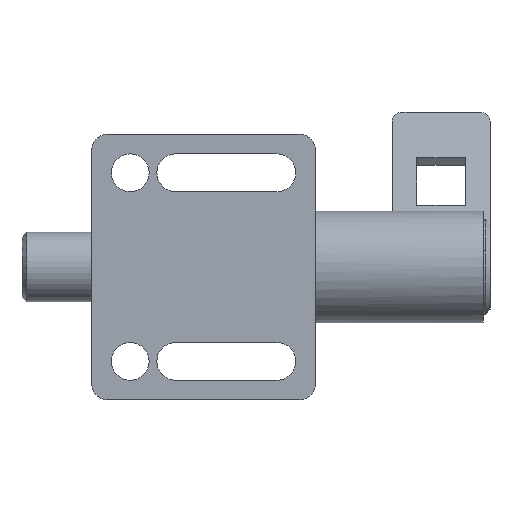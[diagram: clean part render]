
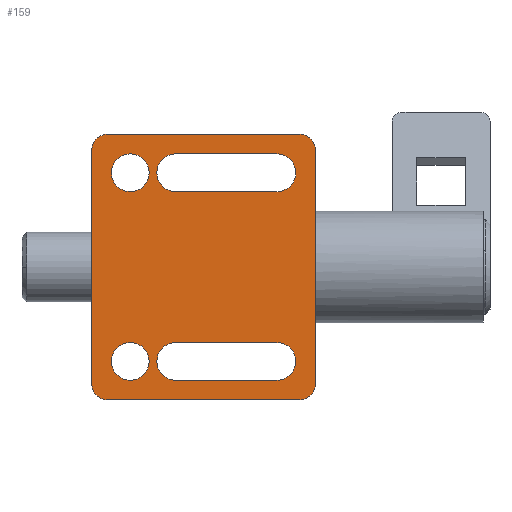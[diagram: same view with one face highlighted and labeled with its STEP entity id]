
A CAD part, front view. The second image highlights one B-rep face of the part: STEP entity #159.
In plain terms, the highlighted planar face has unit normal (0, -1, 0).
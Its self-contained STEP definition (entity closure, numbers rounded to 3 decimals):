
#159=ADVANCED_FACE('',(#341,#342,#343,#344,#345),#346,.F.);
#341=FACE_BOUND('',#552,.T.);
#342=FACE_BOUND('',#553,.T.);
#343=FACE_BOUND('',#554,.T.);
#344=FACE_BOUND('',#555,.T.);
#345=FACE_OUTER_BOUND('',#556,.T.);
#346=PLANE('',#557);
#552=EDGE_LOOP('',(#946,#947,#948,#949,#950,#951));
#553=EDGE_LOOP('',(#952,#953,#954,#955,#956,#957));
#554=EDGE_LOOP('',(#958,#959));
#555=EDGE_LOOP('',(#960,#961));
#556=EDGE_LOOP('',(#962,#963,#964,#965,#966,#967,#968,#969));
#557=AXIS2_PLACEMENT_3D('',#970,#971,#972);
#946=ORIENTED_EDGE('',*,*,#1341,.T.);
#947=ORIENTED_EDGE('',*,*,#1267,.T.);
#948=ORIENTED_EDGE('',*,*,#1339,.T.);
#949=ORIENTED_EDGE('',*,*,#1270,.T.);
#950=ORIENTED_EDGE('',*,*,#1337,.T.);
#951=ORIENTED_EDGE('',*,*,#1344,.T.);
#952=ORIENTED_EDGE('',*,*,#1353,.T.);
#953=ORIENTED_EDGE('',*,*,#1257,.T.);
#954=ORIENTED_EDGE('',*,*,#1351,.T.);
#955=ORIENTED_EDGE('',*,*,#1260,.T.);
#956=ORIENTED_EDGE('',*,*,#1348,.T.);
#957=ORIENTED_EDGE('',*,*,#1358,.T.);
#958=ORIENTED_EDGE('',*,*,#1360,.T.);
#959=ORIENTED_EDGE('',*,*,#1252,.T.);
#960=ORIENTED_EDGE('',*,*,#1362,.T.);
#961=ORIENTED_EDGE('',*,*,#1247,.T.);
#962=ORIENTED_EDGE('',*,*,#1366,.T.);
#963=ORIENTED_EDGE('',*,*,#1377,.F.);
#964=ORIENTED_EDGE('',*,*,#1373,.T.);
#965=ORIENTED_EDGE('',*,*,#1378,.T.);
#966=ORIENTED_EDGE('',*,*,#1379,.T.);
#967=ORIENTED_EDGE('',*,*,#1380,.F.);
#968=ORIENTED_EDGE('',*,*,#1381,.T.);
#969=ORIENTED_EDGE('',*,*,#1322,.F.);
#970=CARTESIAN_POINT('',(16.0,-8.5,0.0));
#971=DIRECTION('',(0.0,1.0,0.0));
#972=DIRECTION('',(0.0,0.0,1.0));
#1247=EDGE_CURVE('',#1480,#1484,#1486,.T.);
#1252=EDGE_CURVE('',#1489,#1493,#1495,.T.);
#1257=EDGE_CURVE('',#1498,#1502,#1504,.T.);
#1260=EDGE_CURVE('',#1509,#1506,#1510,.T.);
#1267=EDGE_CURVE('',#1516,#1520,#1522,.T.);
#1270=EDGE_CURVE('',#1527,#1524,#1528,.T.);
#1322=EDGE_CURVE('',#1606,#1608,#1609,.T.);
#1337=EDGE_CURVE('',#1524,#1629,#1631,.T.);
#1339=EDGE_CURVE('',#1520,#1527,#1633,.T.);
#1341=EDGE_CURVE('',#1635,#1516,#1636,.T.);
#1344=EDGE_CURVE('',#1629,#1635,#1639,.T.);
#1348=EDGE_CURVE('',#1506,#1643,#1645,.T.);
#1351=EDGE_CURVE('',#1502,#1509,#1648,.T.);
#1353=EDGE_CURVE('',#1650,#1498,#1651,.T.);
#1358=EDGE_CURVE('',#1643,#1650,#1657,.T.);
#1360=EDGE_CURVE('',#1493,#1489,#1659,.T.);
#1362=EDGE_CURVE('',#1484,#1480,#1661,.T.);
#1366=EDGE_CURVE('',#1606,#1664,#1666,.T.);
#1373=EDGE_CURVE('',#1676,#1677,#1678,.T.);
#1377=EDGE_CURVE('',#1676,#1664,#1682,.T.);
#1378=EDGE_CURVE('',#1677,#1683,#1684,.T.);
#1379=EDGE_CURVE('',#1683,#1685,#1686,.T.);
#1380=EDGE_CURVE('',#1687,#1685,#1688,.T.);
#1381=EDGE_CURVE('',#1687,#1608,#1689,.T.);
#1480=VERTEX_POINT('',#1830);
#1484=VERTEX_POINT('',#1835);
#1486=CIRCLE('',#1838,2.7);
#1489=VERTEX_POINT('',#1841);
#1493=VERTEX_POINT('',#1846);
#1495=CIRCLE('',#1849,2.7);
#1498=VERTEX_POINT('',#1852);
#1502=VERTEX_POINT('',#1857);
#1504=CIRCLE('',#1860,2.7);
#1506=VERTEX_POINT('',#1862);
#1509=VERTEX_POINT('',#1866);
#1510=CIRCLE('',#1867,2.7);
#1516=VERTEX_POINT('',#1874);
#1520=VERTEX_POINT('',#1879);
#1522=CIRCLE('',#1882,2.7);
#1524=VERTEX_POINT('',#1884);
#1527=VERTEX_POINT('',#1888);
#1528=CIRCLE('',#1889,2.7);
#1606=VERTEX_POINT('',#1985);
#1608=VERTEX_POINT('',#1988);
#1609=LINE('',#1989,#1990);
#1629=VERTEX_POINT('',#2016);
#1631=CIRCLE('',#2019,2.7);
#1633=LINE('',#2021,#2022);
#1635=VERTEX_POINT('',#2024);
#1636=CIRCLE('',#2025,2.7);
#1639=LINE('',#2029,#2030);
#1643=VERTEX_POINT('',#2034);
#1645=CIRCLE('',#2037,2.7);
#1648=LINE('',#2041,#2042);
#1650=VERTEX_POINT('',#2044);
#1651=CIRCLE('',#2045,2.7);
#1657=LINE('',#2053,#2054);
#1659=CIRCLE('',#2056,2.7);
#1661=CIRCLE('',#2058,2.7);
#1664=VERTEX_POINT('',#2061);
#1666=CIRCLE('',#2064,2.24);
#1676=VERTEX_POINT('',#2076);
#1677=VERTEX_POINT('',#2077);
#1678=CIRCLE('',#2078,2.24);
#1682=LINE('',#2084,#2085);
#1683=VERTEX_POINT('',#2086);
#1684=LINE('',#2087,#2088);
#1685=VERTEX_POINT('',#2089);
#1686=CIRCLE('',#2090,2.24);
#1687=VERTEX_POINT('',#2091);
#1688=LINE('',#2092,#2093);
#1689=CIRCLE('',#2094,2.24);
#1830=CARTESIAN_POINT('',(8.2,-8.5,-13.5));
#1835=CARTESIAN_POINT('',(2.8,-8.5,-13.5));
#1838=AXIS2_PLACEMENT_3D('',#2298,#2299,#2300);
#1841=CARTESIAN_POINT('',(8.2,-8.5,13.5));
#1846=CARTESIAN_POINT('',(2.8,-8.5,13.5));
#1849=AXIS2_PLACEMENT_3D('',#2306,#2307,#2308);
#1852=CARTESIAN_POINT('',(29.2,-8.5,-13.5));
#1857=CARTESIAN_POINT('',(26.5,-8.5,-16.2));
#1860=AXIS2_PLACEMENT_3D('',#2314,#2315,#2316);
#1862=CARTESIAN_POINT('',(9.3,-8.5,-13.5));
#1866=CARTESIAN_POINT('',(12.0,-8.5,-16.2));
#1867=AXIS2_PLACEMENT_3D('',#2318,#2319,#2320);
#1874=CARTESIAN_POINT('',(29.2,-8.5,13.5));
#1879=CARTESIAN_POINT('',(26.5,-8.5,10.8));
#1882=AXIS2_PLACEMENT_3D('',#2330,#2331,#2332);
#1884=CARTESIAN_POINT('',(9.3,-8.5,13.5));
#1888=CARTESIAN_POINT('',(12.0,-8.5,10.8));
#1889=AXIS2_PLACEMENT_3D('',#2334,#2335,#2336);
#1985=CARTESIAN_POINT('',(32.0,-8.5,16.76));
#1988=CARTESIAN_POINT('',(32.0,-8.5,-16.76));
#1989=CARTESIAN_POINT('',(32.0,-8.5,0.0));
#1990=VECTOR('',#2416,1.0);
#2016=CARTESIAN_POINT('',(12.0,-8.5,16.2));
#2019=AXIS2_PLACEMENT_3D('',#2439,#2440,#2441);
#2021=CARTESIAN_POINT('',(17.625,-8.5,10.8));
#2022=VECTOR('',#2442,1.0);
#2024=CARTESIAN_POINT('',(26.5,-8.5,16.2));
#2025=AXIS2_PLACEMENT_3D('',#2443,#2444,#2445);
#2029=CARTESIAN_POINT('',(17.625,-8.5,16.2));
#2030=VECTOR('',#2447,1.0);
#2034=CARTESIAN_POINT('',(12.0,-8.5,-10.8));
#2037=AXIS2_PLACEMENT_3D('',#2452,#2453,#2454);
#2041=CARTESIAN_POINT('',(17.625,-8.5,-16.2));
#2042=VECTOR('',#2456,1.0);
#2044=CARTESIAN_POINT('',(26.5,-8.5,-10.8));
#2045=AXIS2_PLACEMENT_3D('',#2457,#2458,#2459);
#2053=CARTESIAN_POINT('',(17.625,-8.5,-10.8));
#2054=VECTOR('',#2465,1.0);
#2056=AXIS2_PLACEMENT_3D('',#2466,#2467,#2468);
#2058=AXIS2_PLACEMENT_3D('',#2469,#2470,#2471);
#2061=CARTESIAN_POINT('',(29.76,-8.5,19.0));
#2064=AXIS2_PLACEMENT_3D('',#2476,#2477,#2478);
#2076=CARTESIAN_POINT('',(2.24,-8.5,19.0));
#2077=CARTESIAN_POINT('',(0.0,-8.5,16.76));
#2078=AXIS2_PLACEMENT_3D('',#2487,#2488,#2489);
#2084=CARTESIAN_POINT('',(16.0,-8.5,19.0));
#2085=VECTOR('',#2492,1.0);
#2086=CARTESIAN_POINT('',(0.0,-8.5,-16.76));
#2087=CARTESIAN_POINT('',(0.0,-8.5,0.0));
#2088=VECTOR('',#2493,1.0);
#2089=CARTESIAN_POINT('',(2.24,-8.5,-19.0));
#2090=AXIS2_PLACEMENT_3D('',#2494,#2495,#2496);
#2091=CARTESIAN_POINT('',(29.76,-8.5,-19.0));
#2092=CARTESIAN_POINT('',(16.0,-8.5,-19.0));
#2093=VECTOR('',#2497,1.0);
#2094=AXIS2_PLACEMENT_3D('',#2498,#2499,#2500);
#2298=CARTESIAN_POINT('',(5.5,-8.5,-13.5));
#2299=DIRECTION('',(-0.0,1.0,0.0));
#2300=DIRECTION('',(1.0,0.0,0.0));
#2306=CARTESIAN_POINT('',(5.5,-8.5,13.5));
#2307=DIRECTION('',(-0.0,1.0,0.0));
#2308=DIRECTION('',(1.0,0.0,0.0));
#2314=CARTESIAN_POINT('',(26.5,-8.5,-13.5));
#2315=DIRECTION('',(-0.0,1.0,0.0));
#2316=DIRECTION('',(1.0,0.0,0.0));
#2318=CARTESIAN_POINT('',(12.0,-8.5,-13.5));
#2319=DIRECTION('',(-0.0,1.0,0.0));
#2320=DIRECTION('',(1.0,0.0,0.0));
#2330=CARTESIAN_POINT('',(26.5,-8.5,13.5));
#2331=DIRECTION('',(-0.0,1.0,0.0));
#2332=DIRECTION('',(1.0,0.0,0.0));
#2334=CARTESIAN_POINT('',(12.0,-8.5,13.5));
#2335=DIRECTION('',(-0.0,1.0,0.0));
#2336=DIRECTION('',(1.0,0.0,0.0));
#2416=DIRECTION('',(0.0,0.0,-1.0));
#2439=CARTESIAN_POINT('',(12.0,-8.5,13.5));
#2440=DIRECTION('',(-0.0,1.0,0.0));
#2441=DIRECTION('',(1.0,0.0,0.0));
#2442=DIRECTION('',(-1.0,0.0,0.0));
#2443=CARTESIAN_POINT('',(26.5,-8.5,13.5));
#2444=DIRECTION('',(-0.0,1.0,0.0));
#2445=DIRECTION('',(1.0,0.0,0.0));
#2447=DIRECTION('',(1.0,0.0,0.0));
#2452=CARTESIAN_POINT('',(12.0,-8.5,-13.5));
#2453=DIRECTION('',(-0.0,1.0,0.0));
#2454=DIRECTION('',(1.0,0.0,0.0));
#2456=DIRECTION('',(-1.0,0.0,0.0));
#2457=CARTESIAN_POINT('',(26.5,-8.5,-13.5));
#2458=DIRECTION('',(-0.0,1.0,0.0));
#2459=DIRECTION('',(1.0,0.0,0.0));
#2465=DIRECTION('',(1.0,0.0,0.0));
#2466=CARTESIAN_POINT('',(5.5,-8.5,13.5));
#2467=DIRECTION('',(-0.0,1.0,0.0));
#2468=DIRECTION('',(1.0,0.0,0.0));
#2469=CARTESIAN_POINT('',(5.5,-8.5,-13.5));
#2470=DIRECTION('',(-0.0,1.0,0.0));
#2471=DIRECTION('',(1.0,0.0,0.0));
#2476=CARTESIAN_POINT('',(29.76,-8.5,16.76));
#2477=DIRECTION('',(-0.0,-1.0,0.0));
#2478=DIRECTION('',(0.,0.0,1.0));
#2487=CARTESIAN_POINT('',(2.24,-8.5,16.76));
#2488=DIRECTION('',(0.0,-1.0,-0.0));
#2489=DIRECTION('',(-1.0,0.0,0.));
#2492=DIRECTION('',(1.0,0.0,0.0));
#2493=DIRECTION('',(0.0,0.0,-1.0));
#2494=CARTESIAN_POINT('',(2.24,-8.5,-16.76));
#2495=DIRECTION('',(0.0,-1.0,0.0));
#2496=DIRECTION('',(0.,0.0,-1.0));
#2497=DIRECTION('',(-1.0,0.0,0.0));
#2498=CARTESIAN_POINT('',(29.76,-8.5,-16.76));
#2499=DIRECTION('',(0.0,-1.0,-0.0));
#2500=DIRECTION('',(1.0,0.0,0.0));
